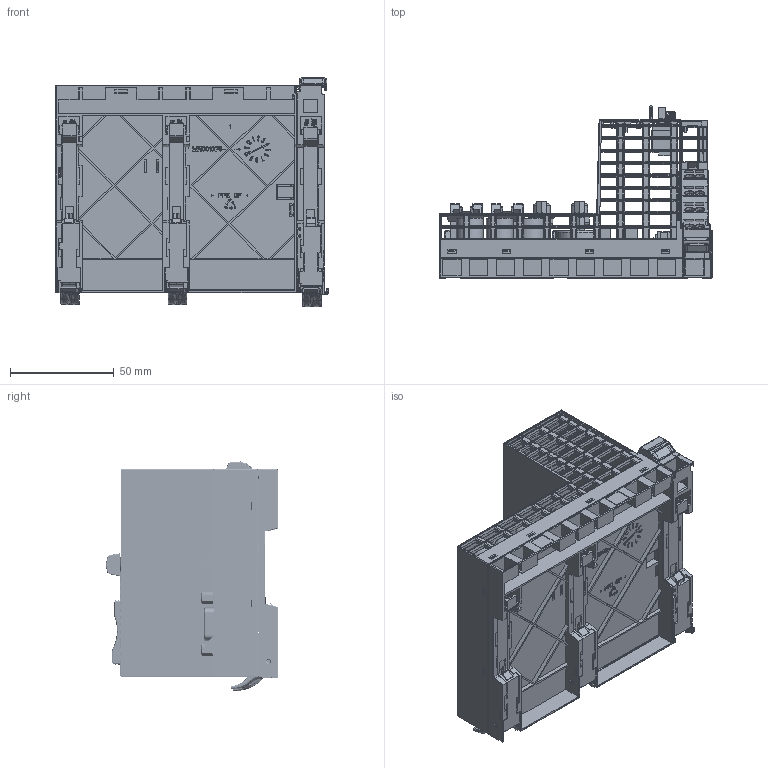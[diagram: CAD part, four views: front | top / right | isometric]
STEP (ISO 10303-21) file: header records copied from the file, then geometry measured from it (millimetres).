
FILE_DESCRIPTION((''),'2;1');
FILE_NAME('015-CEFNR00','2016-10-24T',('TReuther'),(''),'PRO/ENGINEER BY PARAMETRIC TECHNOLOGY CORPORATION, 2015280','PRO/ENGINEER BY PARAMETRIC TECHNOLOGY CORPORATION, 2015280','');
FILE_SCHEMA(('AUTOMOTIVE_DESIGN { 1 0 10303 214 1 1 1 1 }'));
Products named in the file (1): 015-CEFNR00
Bounding box: 131.2 x 82.83 x 110.61 mm (x, y, z)
Surface area: 151415.3 mm2 (no closed solid volume)
Topology: 0 solids, 834 shells, 4581 faces, 29907 edges, 25472 vertices
Faces by surface type: plane 3487, cylinder 702, torus 137, bspline 116, cone 112, extrusion 27
Entity records: 333133 total; most frequent: CARTESIAN_POINT 83055, DIRECTION 39384, ORIENTED_EDGE 37929, EDGE_CURVE 29891, VERTEX_POINT 25464, VECTOR 25300, LINE 25273, AXIS2_PLACEMENT_3D 7042
